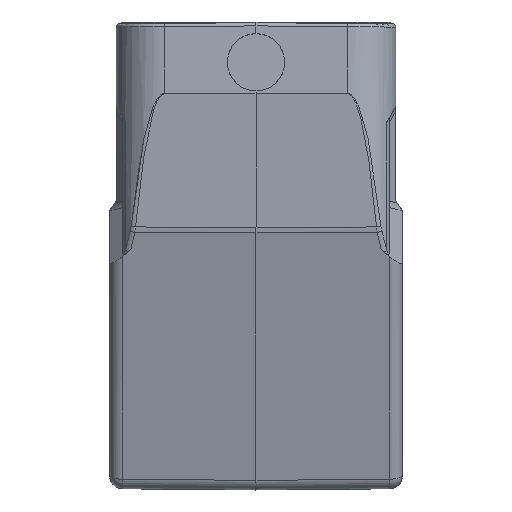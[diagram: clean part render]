
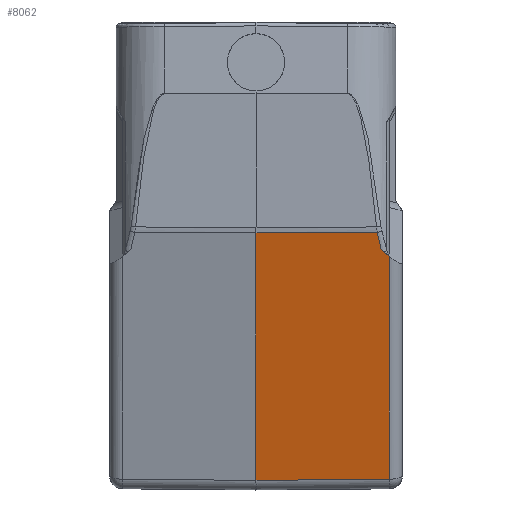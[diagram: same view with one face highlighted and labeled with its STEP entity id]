
A CAD part, left-side view. The second image highlights one B-rep face of the part: STEP entity #8062.
In plain terms, the highlighted planar face has unit normal (-0.966, -0.009, -0.259).
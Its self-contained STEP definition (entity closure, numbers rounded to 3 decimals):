
#188=CARTESIAN_POINT('',(-33.383,-20.517,
-36.083));
#204=DIRECTION('',(-0.259,0.,0.966));
#205=VECTOR('',#204,35.464);
#206=CARTESIAN_POINT('',(-24.205,-20.517,
-70.339));
#207=LINE('',#206,#205);
#236=CARTESIAN_POINT('',(-34.389,-18.655,
-32.394));
#237=CARTESIAN_POINT('',(-34.15,-18.889,
-33.278));
#238=CARTESIAN_POINT('',(-33.909,-19.089,
-34.171));
#239=CARTESIAN_POINT('',(-33.666,-19.266,
-35.069));
#241=DIRECTION('',(0.173,-0.765,-0.62));
#242=VECTOR('',#241,1.636);
#243=CARTESIAN_POINT('',(-33.666,-19.266,
-35.069));
#244=LINE('',#243,#242);
#245=DIRECTION('',(-0.007,1.,-0.009));
#246=VECTOR('',#245,20.519);
#247=CARTESIAN_POINT('',(-24.205,-20.517,
-70.339));
#248=LINE('',#247,#246);
#460=DIRECTION('',(-0.009,1.,-0.002));
#461=VECTOR('',#460,18.656);
#462=CARTESIAN_POINT('',(-34.389,-18.655,
-32.394));
#463=LINE('',#462,#461);
#611=DIRECTION('',(0.259,0.,-0.966));
#612=VECTOR('',#611,39.439);
#613=CARTESIAN_POINT('',(-34.55,0.,
-32.423));
#614=LINE('',#613,#612);
#6881=VERTEX_POINT('',#188);
#6882=CARTESIAN_POINT('',(-24.205,-20.517,
-70.339));
#6883=VERTEX_POINT('',#6882);
#6884=CARTESIAN_POINT('',(-33.666,-19.266,
-35.069));
#6885=VERTEX_POINT('',#6884);
#6891=VERTEX_POINT('',#236);
#6892=CARTESIAN_POINT('',(-24.342,0.,
-70.518));
#6893=VERTEX_POINT('',#6892);
#6894=CARTESIAN_POINT('',(-34.55,0.,
-32.423));
#6895=VERTEX_POINT('',#6894);
#8045=CARTESIAN_POINT('',(-23.945,0.,-72.));
#8046=DIRECTION('',(-0.966,-0.009,-0.259));
#8047=DIRECTION('',(-0.259,0.,0.966));
#8048=AXIS2_PLACEMENT_3D('',#8045,#8046,#8047);
#8049=PLANE('',#8048);
#8051=ORIENTED_EDGE('',*,*,#8050,.T.);
#8052=ORIENTED_EDGE('',*,*,#8028,.T.);
#8053=ORIENTED_EDGE('',*,*,#8018,.F.);
#8055=ORIENTED_EDGE('',*,*,#8054,.T.);
#8057=ORIENTED_EDGE('',*,*,#8056,.F.);
#8059=ORIENTED_EDGE('',*,*,#8058,.F.);
#8060=EDGE_LOOP('',(#8051,#8052,#8053,#8055,#8057,#8059));
#8061=FACE_OUTER_BOUND('',#8060,.F.);
#240=B_SPLINE_CURVE_WITH_KNOTS('',3,(#236,#237,#238,#239),.UNSPECIFIED.,.F.,.F.,
(4,4),(0.,1.),.UNSPECIFIED.);
#8018=EDGE_CURVE('',#6883,#6881,#207,.T.);
#8028=EDGE_CURVE('',#6885,#6881,#244,.T.);
#8050=EDGE_CURVE('',#6891,#6885,#240,.T.);
#8054=EDGE_CURVE('',#6883,#6893,#248,.T.);
#8056=EDGE_CURVE('',#6895,#6893,#614,.T.);
#8058=EDGE_CURVE('',#6891,#6895,#463,.T.);
#8062=ADVANCED_FACE('',(#8061),#8049,.T.);
